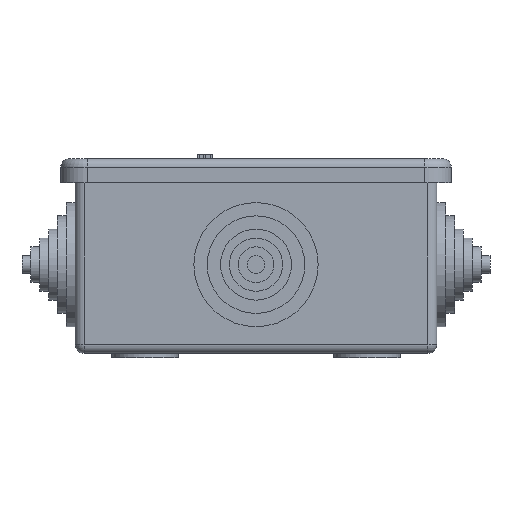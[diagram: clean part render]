
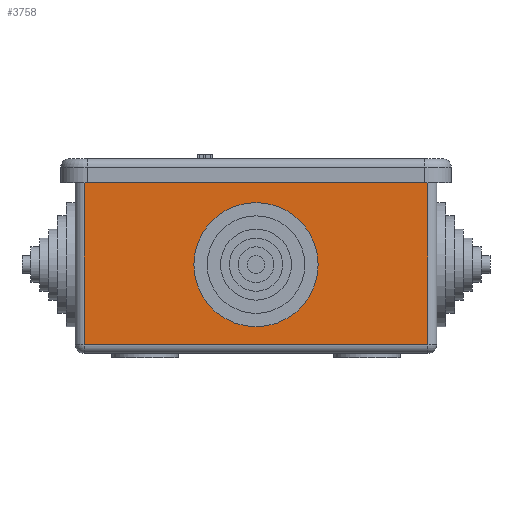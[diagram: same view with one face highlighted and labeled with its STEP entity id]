
A CAD part, left-side view. The second image highlights one B-rep face of the part: STEP entity #3758.
In plain terms, the highlighted planar face has unit normal (-1, 0, 0).
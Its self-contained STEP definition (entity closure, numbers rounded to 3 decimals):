
#3758=ADVANCED_FACE('',(#7579,#7581),#7583,.T.);
#7579=FACE_BOUND('',#7580,.T.);
#7580=EDGE_LOOP('',(#10852,#10853,#10854,#10855));
#7581=FACE_BOUND('',#7582,.T.);
#7582=EDGE_LOOP('',(#10856));
#7583=PLANE('',#7584);
#7584=AXIS2_PLACEMENT_3D('',#7585,#7586,#7587);
#7585=CARTESIAN_POINT('',(-40.75,38.75,0.));
#7586=DIRECTION('',(-1.,0.,0.));
#7587=DIRECTION('',(0.,-1.,0.));
#10852=ORIENTED_EDGE('',*,*,#12321,.F.);
#10853=ORIENTED_EDGE('',*,*,#12333,.F.);
#10854=ORIENTED_EDGE('',*,*,#12334,.T.);
#10855=ORIENTED_EDGE('',*,*,#12335,.T.);
#10856=ORIENTED_EDGE('',*,*,#12336,.F.);
#12321=EDGE_CURVE('',#14431,#14433,#14434,.F.);
#12333=EDGE_CURVE('',#14453,#14431,#14455,.T.);
#12334=EDGE_CURVE('',#14453,#14456,#14457,.T.);
#12335=EDGE_CURVE('',#14456,#14433,#14458,.T.);
#12336=EDGE_CURVE('',#14459,#14459,#14460,.F.);
#14431=VERTEX_POINT('',#19668);
#14433=VERTEX_POINT('',#19673);
#14434=LINE('',#19674,#19675);
#14453=VERTEX_POINT('',#19720);
#14455=LINE('',#19725,#19726);
#14456=VERTEX_POINT('',#19728);
#14457=LINE('',#19729,#19730);
#14458=LINE('',#19732,#19733);
#14459=VERTEX_POINT('',#19735);
#14460=CIRCLE('',#19736,14.);
#19668=CARTESIAN_POINT('',(-40.75,38.75,38.5));
#19673=CARTESIAN_POINT('',(-40.75,-38.75,38.5));
#19674=CARTESIAN_POINT('',(-40.75,-38.75,38.5));
#19675=VECTOR('',#19676,1.);
#19676=DIRECTION('',(0.,1.,0.));
#19720=CARTESIAN_POINT('',(-40.75,38.75,2.));
#19725=CARTESIAN_POINT('',(-40.75,38.75,2.));
#19726=VECTOR('',#19727,1.);
#19727=DIRECTION('',(0.,0.,1.));
#19728=CARTESIAN_POINT('',(-40.75,-38.75,2.));
#19729=CARTESIAN_POINT('',(-40.75,38.75,2.));
#19730=VECTOR('',#19731,1.);
#19731=DIRECTION('',(0.,-1.,0.));
#19732=CARTESIAN_POINT('',(-40.75,-38.75,2.));
#19733=VECTOR('',#19734,1.);
#19734=DIRECTION('',(0.,0.,1.));
#19735=CARTESIAN_POINT('',(-40.75,0.,6.));
#19736=AXIS2_PLACEMENT_3D('',#19737,#19738,#19739);
#19737=CARTESIAN_POINT('',(-40.75,0.,20.));
#19738=DIRECTION('',(1.,-0.,-0.));
#19739=DIRECTION('',(0.,-0.,-1.));
